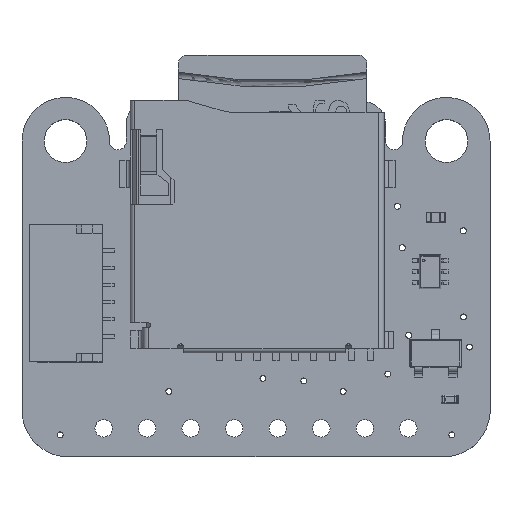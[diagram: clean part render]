
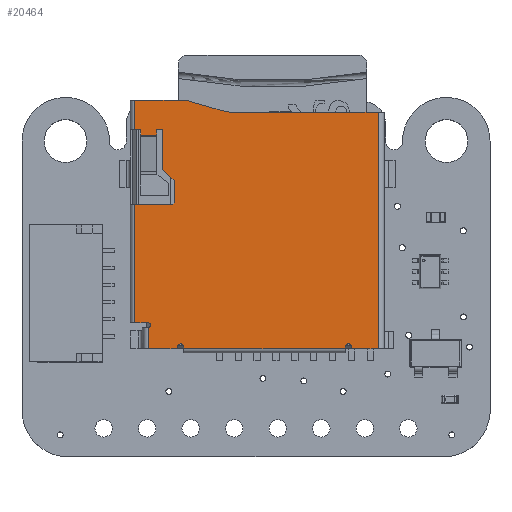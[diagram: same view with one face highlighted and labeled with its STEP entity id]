
A CAD part, top view. The second image highlights one B-rep face of the part: STEP entity #20464.
In plain terms, the highlighted planar face has unit normal (0, 0, 1).
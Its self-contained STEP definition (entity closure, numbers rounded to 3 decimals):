
#1637=PLANE('',#22208);
#2565=FACE_OUTER_BOUND('',#3797,.T.);
#3797=EDGE_LOOP('',(#15772,#15773,#15774,#15775,#15776,#15777,#15778,#15779,
#15780,#15781,#15782,#15783,#15784,#15785,#15786,#15787,#15788,#15789,#15790,
#15791,#15792,#15793,#15794,#15795,#15796,#15797,#15798,#15799,#15800,#15801,
#15802));
#5122=LINE('',#32325,#7223);
#5123=LINE('',#32329,#7224);
#5124=LINE('',#32333,#7225);
#5125=LINE('',#32335,#7226);
#5126=LINE('',#32337,#7227);
#5127=LINE('',#32341,#7228);
#5128=LINE('',#32345,#7229);
#5129=LINE('',#32347,#7230);
#5130=LINE('',#32349,#7231);
#5131=LINE('',#32353,#7232);
#5132=LINE('',#32355,#7233);
#5133=LINE('',#32357,#7234);
#5134=LINE('',#32359,#7235);
#5135=LINE('',#32361,#7236);
#5136=LINE('',#32363,#7237);
#5137=LINE('',#32365,#7238);
#5138=LINE('',#32367,#7239);
#5139=LINE('',#32369,#7240);
#5140=LINE('',#32371,#7241);
#5141=LINE('',#32373,#7242);
#5142=LINE('',#32375,#7243);
#5143=LINE('',#32377,#7244);
#5144=LINE('',#32379,#7245);
#5145=LINE('',#32381,#7246);
#5146=LINE('',#32384,#7247);
#7223=VECTOR('',#24911,1.);
#7224=VECTOR('',#24914,1.);
#7225=VECTOR('',#24917,1.);
#7226=VECTOR('',#24918,1.);
#7227=VECTOR('',#24919,1.);
#7228=VECTOR('',#24922,1.);
#7229=VECTOR('',#24925,1.);
#7230=VECTOR('',#24926,1.);
#7231=VECTOR('',#24927,1.);
#7232=VECTOR('',#24930,1.);
#7233=VECTOR('',#24931,1.);
#7234=VECTOR('',#24932,1.);
#7235=VECTOR('',#24933,1.);
#7236=VECTOR('',#24934,1.);
#7237=VECTOR('',#24935,1.);
#7238=VECTOR('',#24936,1.);
#7239=VECTOR('',#24937,1.);
#7240=VECTOR('',#24938,1.);
#7241=VECTOR('',#24939,1.);
#7242=VECTOR('',#24940,1.);
#7243=VECTOR('',#24941,1.);
#7244=VECTOR('',#24942,1.);
#7245=VECTOR('',#24943,1.);
#7246=VECTOR('',#24944,1.);
#7247=VECTOR('',#24947,1.);
#9098=CIRCLE('',#22209,0.08);
#9099=CIRCLE('',#22210,0.175);
#9100=CIRCLE('',#22211,0.175);
#9101=CIRCLE('',#22212,0.08);
#9102=CIRCLE('',#22213,1.949);
#9103=CIRCLE('',#22214,0.125);
#9827=VERTEX_POINT('',#32323);
#9828=VERTEX_POINT('',#32324);
#9829=VERTEX_POINT('',#32326);
#9830=VERTEX_POINT('',#32328);
#9831=VERTEX_POINT('',#32330);
#9832=VERTEX_POINT('',#32332);
#9833=VERTEX_POINT('',#32334);
#9834=VERTEX_POINT('',#32336);
#9835=VERTEX_POINT('',#32338);
#9836=VERTEX_POINT('',#32340);
#9837=VERTEX_POINT('',#32342);
#9838=VERTEX_POINT('',#32344);
#9839=VERTEX_POINT('',#32346);
#9840=VERTEX_POINT('',#32348);
#9841=VERTEX_POINT('',#32350);
#9842=VERTEX_POINT('',#32352);
#9843=VERTEX_POINT('',#32354);
#9844=VERTEX_POINT('',#32356);
#9845=VERTEX_POINT('',#32358);
#9846=VERTEX_POINT('',#32360);
#9847=VERTEX_POINT('',#32362);
#9848=VERTEX_POINT('',#32364);
#9849=VERTEX_POINT('',#32366);
#9850=VERTEX_POINT('',#32368);
#9851=VERTEX_POINT('',#32370);
#9852=VERTEX_POINT('',#32372);
#9853=VERTEX_POINT('',#32374);
#9854=VERTEX_POINT('',#32376);
#9855=VERTEX_POINT('',#32378);
#9856=VERTEX_POINT('',#32380);
#9857=VERTEX_POINT('',#32382);
#12010=EDGE_CURVE('',#9827,#9828,#5122,.T.);
#12011=EDGE_CURVE('',#9828,#9829,#9098,.T.);
#12012=EDGE_CURVE('',#9830,#9829,#5123,.T.);
#12013=EDGE_CURVE('',#9831,#9830,#9099,.T.);
#12014=EDGE_CURVE('',#9831,#9832,#5124,.T.);
#12015=EDGE_CURVE('',#9832,#9833,#5125,.T.);
#12016=EDGE_CURVE('',#9834,#9833,#5126,.T.);
#12017=EDGE_CURVE('',#9835,#9834,#9100,.T.);
#12018=EDGE_CURVE('',#9835,#9836,#5127,.T.);
#12019=EDGE_CURVE('',#9836,#9837,#9101,.T.);
#12020=EDGE_CURVE('',#9838,#9837,#5128,.T.);
#12021=EDGE_CURVE('',#9838,#9839,#5129,.T.);
#12022=EDGE_CURVE('',#9839,#9840,#5130,.T.);
#12023=EDGE_CURVE('',#9841,#9840,#9102,.T.);
#12024=EDGE_CURVE('',#9841,#9842,#5131,.T.);
#12025=EDGE_CURVE('',#9842,#9843,#5132,.T.);
#12026=EDGE_CURVE('',#9843,#9844,#5133,.T.);
#12027=EDGE_CURVE('',#9844,#9845,#5134,.T.);
#12028=EDGE_CURVE('',#9845,#9846,#5135,.T.);
#12029=EDGE_CURVE('',#9846,#9847,#5136,.T.);
#12030=EDGE_CURVE('',#9847,#9848,#5137,.T.);
#12031=EDGE_CURVE('',#9848,#9849,#5138,.T.);
#12032=EDGE_CURVE('',#9849,#9850,#5139,.T.);
#12033=EDGE_CURVE('',#9850,#9851,#5140,.T.);
#12034=EDGE_CURVE('',#9851,#9852,#5141,.T.);
#12035=EDGE_CURVE('',#9852,#9853,#5142,.T.);
#12036=EDGE_CURVE('',#9853,#9854,#5143,.T.);
#12037=EDGE_CURVE('',#9854,#9855,#5144,.T.);
#12038=EDGE_CURVE('',#9855,#9856,#5145,.T.);
#12039=EDGE_CURVE('',#9857,#9856,#9103,.T.);
#12040=EDGE_CURVE('',#9857,#9827,#5146,.T.);
#15772=ORIENTED_EDGE('',*,*,#12010,.T.);
#15773=ORIENTED_EDGE('',*,*,#12011,.T.);
#15774=ORIENTED_EDGE('',*,*,#12012,.F.);
#15775=ORIENTED_EDGE('',*,*,#12013,.F.);
#15776=ORIENTED_EDGE('',*,*,#12014,.T.);
#15777=ORIENTED_EDGE('',*,*,#12015,.T.);
#15778=ORIENTED_EDGE('',*,*,#12016,.F.);
#15779=ORIENTED_EDGE('',*,*,#12017,.F.);
#15780=ORIENTED_EDGE('',*,*,#12018,.T.);
#15781=ORIENTED_EDGE('',*,*,#12019,.T.);
#15782=ORIENTED_EDGE('',*,*,#12020,.F.);
#15783=ORIENTED_EDGE('',*,*,#12021,.T.);
#15784=ORIENTED_EDGE('',*,*,#12022,.T.);
#15785=ORIENTED_EDGE('',*,*,#12023,.F.);
#15786=ORIENTED_EDGE('',*,*,#12024,.T.);
#15787=ORIENTED_EDGE('',*,*,#12025,.T.);
#15788=ORIENTED_EDGE('',*,*,#12026,.T.);
#15789=ORIENTED_EDGE('',*,*,#12027,.T.);
#15790=ORIENTED_EDGE('',*,*,#12028,.T.);
#15791=ORIENTED_EDGE('',*,*,#12029,.T.);
#15792=ORIENTED_EDGE('',*,*,#12030,.T.);
#15793=ORIENTED_EDGE('',*,*,#12031,.T.);
#15794=ORIENTED_EDGE('',*,*,#12032,.T.);
#15795=ORIENTED_EDGE('',*,*,#12033,.T.);
#15796=ORIENTED_EDGE('',*,*,#12034,.T.);
#15797=ORIENTED_EDGE('',*,*,#12035,.T.);
#15798=ORIENTED_EDGE('',*,*,#12036,.T.);
#15799=ORIENTED_EDGE('',*,*,#12037,.T.);
#15800=ORIENTED_EDGE('',*,*,#12038,.T.);
#15801=ORIENTED_EDGE('',*,*,#12039,.F.);
#15802=ORIENTED_EDGE('',*,*,#12040,.T.);
#20464=ADVANCED_FACE('',(#2565),#1637,.T.);
#22208=AXIS2_PLACEMENT_3D('',#32322,#24909,#24910);
#22209=AXIS2_PLACEMENT_3D('',#32327,#24912,#24913);
#22210=AXIS2_PLACEMENT_3D('',#32331,#24915,#24916);
#22211=AXIS2_PLACEMENT_3D('',#32339,#24920,#24921);
#22212=AXIS2_PLACEMENT_3D('',#32343,#24923,#24924);
#22213=AXIS2_PLACEMENT_3D('',#32351,#24928,#24929);
#22214=AXIS2_PLACEMENT_3D('',#32383,#24945,#24946);
#24909=DIRECTION('center_axis',(0.,0.,1.));
#24910=DIRECTION('ref_axis',(0.,1.,0.));
#24911=DIRECTION('',(0.,1.,0.));
#24912=DIRECTION('center_axis',(0.,0.,1.));
#24913=DIRECTION('ref_axis',(0.,-1.,0.));
#24914=DIRECTION('',(1.,0.,0.));
#24915=DIRECTION('center_axis',(0.,0.,1.));
#24916=DIRECTION('ref_axis',(1.,0.,0.));
#24917=DIRECTION('',(1.,0.,0.));
#24918=DIRECTION('',(0.,1.,0.));
#24919=DIRECTION('',(1.,0.,0.));
#24920=DIRECTION('center_axis',(0.,0.,1.));
#24921=DIRECTION('ref_axis',(1.,0.,0.));
#24922=DIRECTION('',(1.,0.,0.));
#24923=DIRECTION('center_axis',(0.,0.,1.));
#24924=DIRECTION('ref_axis',(0.,-1.,0.));
#24925=DIRECTION('',(0.,-1.,0.));
#24926=DIRECTION('',(-1.,0.,0.));
#24927=DIRECTION('',(0.,-1.,0.));
#24928=DIRECTION('center_axis',(0.,0.,1.));
#24929=DIRECTION('ref_axis',(1.,0.,0.));
#24930=DIRECTION('',(-0.276,-0.961,0.));
#24931=DIRECTION('',(0.,-1.,0.));
#24932=DIRECTION('',(1.,0.,0.));
#24933=DIRECTION('',(0.,1.,0.));
#24934=DIRECTION('',(1.,0.,0.));
#24935=DIRECTION('',(0.,1.,0.));
#24936=DIRECTION('',(-1.,0.,0.));
#24937=DIRECTION('',(0.,1.,0.));
#24938=DIRECTION('',(1.,0.,0.));
#24939=DIRECTION('',(0.68,0.733,0.));
#24940=DIRECTION('',(1.,0.,0.));
#24941=DIRECTION('',(0.707,-0.707,0.));
#24942=DIRECTION('',(0.,-1.,0.));
#24943=DIRECTION('',(1.,0.,0.));
#24944=DIRECTION('',(0.,1.,0.));
#24945=DIRECTION('center_axis',(0.,0.,1.));
#24946=DIRECTION('ref_axis',(1.,0.,0.));
#24947=DIRECTION('',(1.,0.,0.));
#32322=CARTESIAN_POINT('Origin',(7.255,6.938,2.));
#32323=CARTESIAN_POINT('',(14.5,1.05,2.));
#32324=CARTESIAN_POINT('',(14.5,2.67,2.));
#32325=CARTESIAN_POINT('',(14.5,1.05,2.));
#32326=CARTESIAN_POINT('',(14.42,2.75,2.));
#32327=CARTESIAN_POINT('Origin',(14.42,2.67,2.));
#32328=CARTESIAN_POINT('',(14.4,2.75,2.));
#32329=CARTESIAN_POINT('',(14.4,2.75,2.));
#32330=CARTESIAN_POINT('',(14.4,3.1,2.));
#32331=CARTESIAN_POINT('Origin',(14.4,2.925,2.));
#32332=CARTESIAN_POINT('',(14.5,3.1,2.));
#32333=CARTESIAN_POINT('',(14.4,3.1,2.));
#32334=CARTESIAN_POINT('',(14.5,12.55,2.));
#32335=CARTESIAN_POINT('',(14.5,3.1,2.));
#32336=CARTESIAN_POINT('',(14.4,12.55,2.));
#32337=CARTESIAN_POINT('',(14.4,12.55,2.));
#32338=CARTESIAN_POINT('',(14.4,12.9,2.));
#32339=CARTESIAN_POINT('Origin',(14.4,12.725,2.));
#32340=CARTESIAN_POINT('',(14.42,12.9,2.));
#32341=CARTESIAN_POINT('',(14.4,12.9,2.));
#32342=CARTESIAN_POINT('',(14.5,12.98,2.));
#32343=CARTESIAN_POINT('Origin',(14.42,12.98,2.));
#32344=CARTESIAN_POINT('',(14.5,14.45,2.));
#32345=CARTESIAN_POINT('',(14.5,14.45,2.));
#32346=CARTESIAN_POINT('',(0.71,14.45,2.));
#32347=CARTESIAN_POINT('',(14.5,14.45,2.));
#32348=CARTESIAN_POINT('',(0.71,5.95,2.));
#32349=CARTESIAN_POINT('',(0.71,14.45,2.));
#32350=CARTESIAN_POINT('',(0.634,5.413,2.));
#32351=CARTESIAN_POINT('Origin',(-1.239,5.95,2.));
#32352=CARTESIAN_POINT('',(0.,3.2,2.));
#32353=CARTESIAN_POINT('',(0.634,5.413,2.));
#32354=CARTESIAN_POINT('',(0.,0.25,2.));
#32355=CARTESIAN_POINT('',(0.,3.2,2.));
#32356=CARTESIAN_POINT('',(1.7,0.25,2.));
#32357=CARTESIAN_POINT('',(0.,0.25,2.));
#32358=CARTESIAN_POINT('',(1.7,0.6,2.));
#32359=CARTESIAN_POINT('',(1.7,0.25,2.));
#32360=CARTESIAN_POINT('',(2.05,0.6,2.));
#32361=CARTESIAN_POINT('',(1.7,0.6,2.));
#32362=CARTESIAN_POINT('',(2.05,1.55,2.));
#32363=CARTESIAN_POINT('',(2.05,0.6,2.));
#32364=CARTESIAN_POINT('',(1.7,1.55,2.));
#32365=CARTESIAN_POINT('',(2.05,1.55,2.));
#32366=CARTESIAN_POINT('',(1.7,1.85,2.));
#32367=CARTESIAN_POINT('',(1.7,1.55,2.));
#32368=CARTESIAN_POINT('',(4.05,1.85,2.));
#32369=CARTESIAN_POINT('',(1.7,1.85,2.));
#32370=CARTESIAN_POINT('',(4.7,2.55,2.));
#32371=CARTESIAN_POINT('',(4.05,1.85,2.));
#32372=CARTESIAN_POINT('',(6.,2.55,2.));
#32373=CARTESIAN_POINT('',(4.7,2.55,2.));
#32374=CARTESIAN_POINT('',(6.1,2.45,2.));
#32375=CARTESIAN_POINT('',(6.,2.55,2.));
#32376=CARTESIAN_POINT('',(6.1,0.25,2.));
#32377=CARTESIAN_POINT('',(6.1,2.45,2.));
#32378=CARTESIAN_POINT('',(13.,0.25,2.));
#32379=CARTESIAN_POINT('',(6.1,0.25,2.));
#32380=CARTESIAN_POINT('',(13.,1.05,2.));
#32381=CARTESIAN_POINT('',(13.,0.25,2.));
#32382=CARTESIAN_POINT('',(13.25,1.05,2.));
#32383=CARTESIAN_POINT('Origin',(13.125,1.05,2.));
#32384=CARTESIAN_POINT('',(13.25,1.05,2.));
